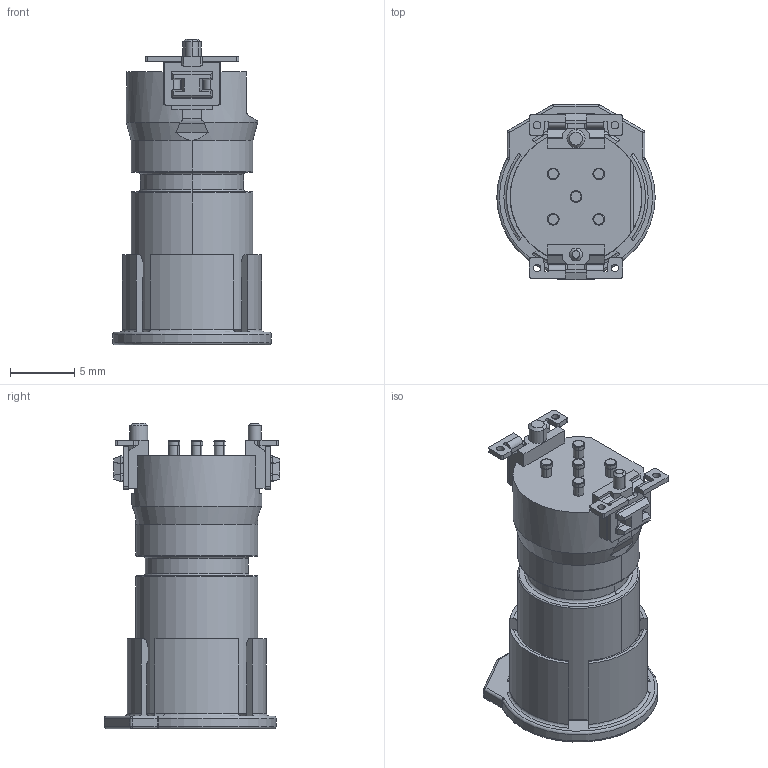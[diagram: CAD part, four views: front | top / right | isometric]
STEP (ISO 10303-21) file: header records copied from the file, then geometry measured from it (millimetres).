
FILE_DESCRIPTION((''),'2;1');
FILE_NAME('BR-05P2NEA00XX-_ASM','2014-03-06T',('bthumm'),(''),'PRO/ENGINEER BY PARAMETRIC TECHNOLOGY CORPORATION, 2013230','PRO/ENGINEER BY PARAMETRIC TECHNOLOGY CORPORATION, 2013230','');
FILE_SCHEMA(('AUTOMOTIVE_DESIGN { 1 0 10303 214 1 1 1 1 }'));
Length unit declared in the file: millimetre
Products named in the file (3): BR-05P2NEA00XX-; 415900; BR-05P2NEA00XX-_ASM
Assembly tree (2 placements, depth 2):
  BR-05P2NEA00XX-_ASM
    BR-05P2NEA00XX-
    415900
Bounding box: 12.3 x 13.65 x 23.75 mm (x, y, z)
Volume: 1283.9 mm3; surface area: 1934 mm2
Topology: 2 solids, 2 shells, 749 faces, 1967 edges, 1249 vertices
Faces by surface type: plane 445, cylinder 192, torus 48, cone 36, sphere 18, bspline 10
Entity records: 23838 total; most frequent: CARTESIAN_POINT 4715, ORIENTED_EDGE 3934, DIRECTION 3826, EDGE_CURVE 1967, VECTOR 1326, LINE 1326, AXIS2_PLACEMENT_3D 1250, VERTEX_POINT 1249
